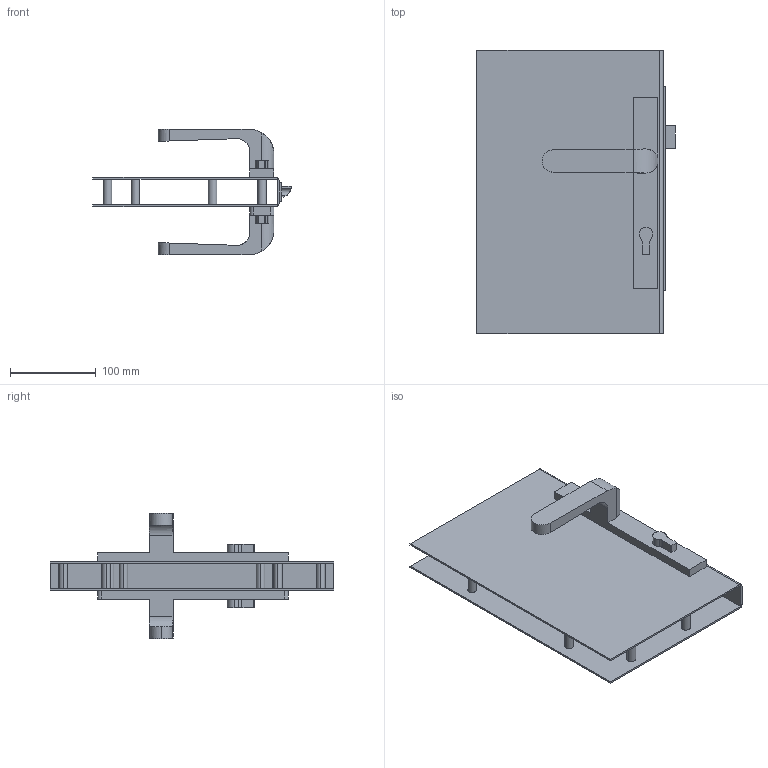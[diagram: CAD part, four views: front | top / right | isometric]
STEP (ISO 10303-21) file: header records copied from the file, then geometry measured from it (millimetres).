
FILE_DESCRIPTION (( 'STEP AP214' ), '1' );
FILE_NAME ('A886 Çàìîê äëÿ ðàñïàøíîé äâåðè, 30 ìì.STEP', '2025-09-25T14:49:20', ( '' ), ( '' ), 'SwSTEP 2.0', 'SolidWorks 2025', '' );
FILE_SCHEMA (( 'AUTOMOTIVE_DESIGN' ));
Length unit declared in the file: millimetre
Products named in the file (1): A886 Замок для распашной двери, 30 мм
Bounding box: 231 x 330 x 146 mm (x, y, z)
Volume: 604360.8 mm3; surface area: 354246.6 mm2
Topology: 1 solids, 1 shells, 101 faces, 277 edges, 184 vertices
Faces by surface type: cylinder 53, plane 48
Entity records: 3445 total; most frequent: CARTESIAN_POINT 762, DIRECTION 557, ORIENTED_EDGE 554, EDGE_CURVE 277, AXIS2_PLACEMENT_3D 195, VERTEX_POINT 184, VECTOR 167, LINE 167
